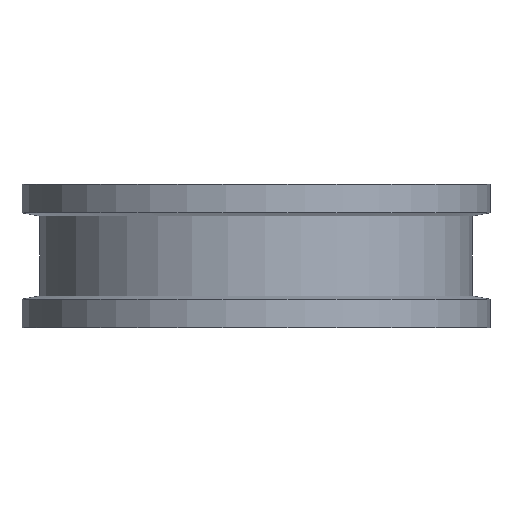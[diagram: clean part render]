
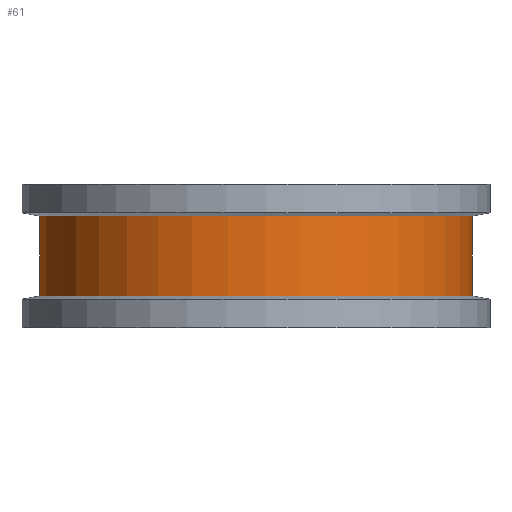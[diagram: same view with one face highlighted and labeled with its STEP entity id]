
A CAD part, left-side view. The second image highlights one B-rep face of the part: STEP entity #61.
In plain terms, the highlighted cylindrical face has radius 9.2 mm (diameter 18.4 mm), a partial arc.
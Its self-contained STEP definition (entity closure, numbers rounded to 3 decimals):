
#61=ADVANCED_FACE('',(#101),#102,.T.);
#101=FACE_OUTER_BOUND('',#149,.T.);
#102=CYLINDRICAL_SURFACE('',#150,9.2);
#149=EDGE_LOOP('',(#290,#291,#292,#293));
#150=AXIS2_PLACEMENT_3D('',#294,#295,#296);
#290=ORIENTED_EDGE('',*,*,#378,.T.);
#291=ORIENTED_EDGE('',*,*,#405,.T.);
#292=ORIENTED_EDGE('',*,*,#399,.T.);
#293=ORIENTED_EDGE('',*,*,#404,.F.);
#294=CARTESIAN_POINT('',(0.0,0.0,-3.05));
#295=DIRECTION('',(-0.0,-0.0,1.0));
#296=DIRECTION('',(0.0,1.0,0.0));
#378=EDGE_CURVE('',#454,#449,#455,.T.);
#399=EDGE_CURVE('',#492,#490,#493,.T.);
#404=EDGE_CURVE('',#454,#490,#498,.T.);
#405=EDGE_CURVE('',#449,#492,#499,.T.);
#449=VERTEX_POINT('',#555);
#454=VERTEX_POINT('',#562);
#455=LINE('',#563,#564);
#490=VERTEX_POINT('',#615);
#492=VERTEX_POINT('',#618);
#493=LINE('',#619,#620);
#498=CIRCLE('',#626,9.2);
#499=CIRCLE('',#627,9.2);
#555=CARTESIAN_POINT('',(0.,-9.2,-1.352));
#562=CARTESIAN_POINT('',(0.,-9.2,-4.748));
#563=CARTESIAN_POINT('',(0.,-9.2,-3.05));
#564=VECTOR('',#676,1.0);
#615=CARTESIAN_POINT('',(-0.802,9.165,-4.748));
#618=CARTESIAN_POINT('',(-0.802,9.165,-1.352));
#619=CARTESIAN_POINT('',(-0.802,9.165,-3.05));
#620=VECTOR('',#703,10.0);
#626=AXIS2_PLACEMENT_3D('',#714,#715,#716);
#627=AXIS2_PLACEMENT_3D('',#717,#718,#719);
#676=DIRECTION('',(-0.0,0.0,1.0));
#703=DIRECTION('',(0.0,0.0,-1.0));
#714=CARTESIAN_POINT('',(0.0,0.0,-4.748));
#715=DIRECTION('',(0.0,0.0,-1.0));
#716=DIRECTION('',(0.0,1.0,0.0));
#717=CARTESIAN_POINT('',(0.0,0.0,-1.352));
#718=DIRECTION('',(0.0,0.0,-1.0));
#719=DIRECTION('',(0.0,1.0,0.0));
